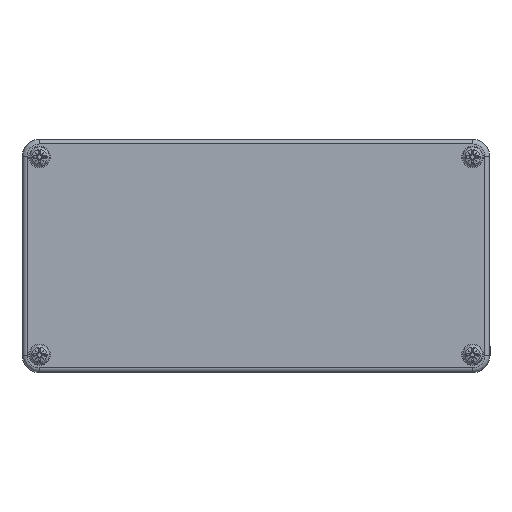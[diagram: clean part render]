
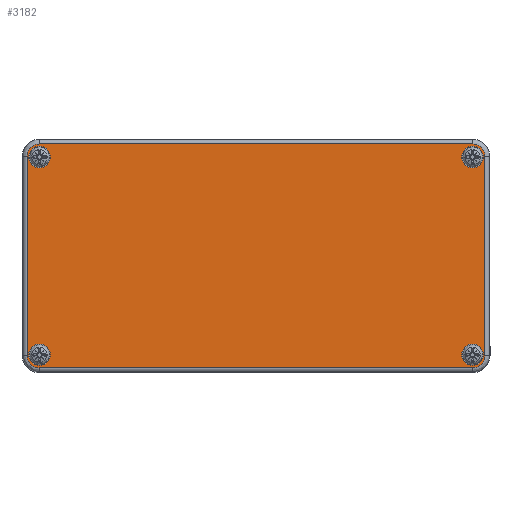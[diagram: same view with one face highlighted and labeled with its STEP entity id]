
A CAD part, top view. The second image highlights one B-rep face of the part: STEP entity #3182.
In plain terms, the highlighted planar face has unit normal (0, 0, 1).
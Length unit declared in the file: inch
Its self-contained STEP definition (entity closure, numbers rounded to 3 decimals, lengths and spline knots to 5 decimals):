
#3066 = VERTEX_POINT ( 'NONE', #43004 ) ;
#3182 = ADVANCED_FACE ( 'NONE', ( #45508, #25155, #24516, #13932, #8671 ), #54512, .F. ) ;
#3416 = CARTESIAN_POINT ( 'NONE',  ( -2.93307, 1.5163, 0.59055 ) ) ;
#3452 = EDGE_CURVE ( 'NONE', #8268, #35849, #29125, .T. ) ;
#3859 = CARTESIAN_POINT ( 'NONE',  ( 3.10095, 1.44677, 0.59055 ) ) ;
#4107 = EDGE_LOOP ( 'NONE', ( #32829 ) ) ;
#5626 = ORIENTED_EDGE ( 'NONE', *, *, #35488, .F. ) ;
#5638 = CARTESIAN_POINT ( 'NONE',  ( -3.10095, -1.34843, 0.59055 ) ) ;
#6460 = CIRCLE ( 'NONE', #33508, 0.14567 ) ;
#6490 =( BOUNDED_CURVE ( )  B_SPLINE_CURVE ( 3, ( #45565, #49961, #3859, #12116 ),
 .UNSPECIFIED., .F., .T. ) 
 B_SPLINE_CURVE_WITH_KNOTS ( ( 4, 4 ),
 ( 0., 1. ),
 .UNSPECIFIED. ) 
 CURVE ( )  GEOMETRIC_REPRESENTATION_ITEM ( )  RATIONAL_B_SPLINE_CURVE ( ( 1., 0.805, 0.805, 1. ) ) 
 REPRESENTATION_ITEM ( '' )  );
#6540 = CARTESIAN_POINT ( 'NONE',  ( 2.93307, -1.33858, 0.59055 ) ) ;
#6549 =( BOUNDED_CURVE ( )  B_SPLINE_CURVE ( 3, ( #45853, #54087, #53556, #3416 ),
 .UNSPECIFIED., .F., .T. ) 
 B_SPLINE_CURVE_WITH_KNOTS ( ( 4, 4 ),
 ( 0., 1. ),
 .UNSPECIFIED. ) 
 CURVE ( )  GEOMETRIC_REPRESENTATION_ITEM ( )  RATIONAL_B_SPLINE_CURVE ( ( 1., 0.805, 0.805, 1. ) ) 
 REPRESENTATION_ITEM ( '' )  );
#6714 = EDGE_LOOP ( 'NONE', ( #37756 ) ) ;
#7583 = ORIENTED_EDGE ( 'NONE', *, *, #9950, .F. ) ;
#7618 = EDGE_CURVE ( 'NONE', #23188, #33965, #21721, .T. ) ;
#8073 = VERTEX_POINT ( 'NONE', #31285 ) ;
#8268 = VERTEX_POINT ( 'NONE', #5638 ) ;
#8599 = ORIENTED_EDGE ( 'NONE', *, *, #24297, .F. ) ;
#8671 = FACE_OUTER_BOUND ( 'NONE', #44966, .T. ) ;
#9402 = CARTESIAN_POINT ( 'NONE',  ( 0., 1.5163, 0.59055 ) ) ;
#9950 = EDGE_CURVE ( 'NONE', #43837, #23188, #6490, .T. ) ;
#10075 = VERTEX_POINT ( 'NONE', #42982 ) ;
#10488 = CARTESIAN_POINT ( 'NONE',  ( -2.93307, -1.33858, 0.59055 ) ) ;
#10963 = CARTESIAN_POINT ( 'NONE',  ( -3.10095, 0., 0.59055 ) ) ;
#11195 = EDGE_CURVE ( 'NONE', #17976, #17976, #26130, .T. ) ;
#11784 = VECTOR ( 'NONE', #46939, 39.37008 ) ;
#11790 = AXIS2_PLACEMENT_3D ( 'NONE', #39540, #14357, #39164 ) ;
#12116 = CARTESIAN_POINT ( 'NONE',  ( 3.10095, 1.34843, 0.59055 ) ) ;
#13475 = CARTESIAN_POINT ( 'NONE',  ( -2.93307, -1.5163, 0.59055 ) ) ;
#13932 = FACE_BOUND ( 'NONE', #53427, .T. ) ;
#14134 = VERTEX_POINT ( 'NONE', #47550 ) ;
#14357 = DIRECTION ( 'NONE',  ( 0., 0., 1. ) ) ;
#15612 = EDGE_CURVE ( 'NONE', #3066, #8268, #47905, .T. ) ;
#16183 = CARTESIAN_POINT ( 'NONE',  ( 2.93307, -1.5163, 0.59055 ) ) ;
#16558 = VECTOR ( 'NONE', #27382, 39.37008 ) ;
#16694 = DIRECTION ( 'NONE',  ( 0., 0., -1. ) ) ;
#16870 = DIRECTION ( 'NONE',  ( 0., -1., 0. ) ) ;
#17824 = EDGE_CURVE ( 'NONE', #19940, #19940, #34423, .T. ) ;
#17976 = VERTEX_POINT ( 'NONE', #32403 ) ;
#19453 = ORIENTED_EDGE ( 'NONE', *, *, #7618, .F. ) ;
#19940 = VERTEX_POINT ( 'NONE', #30393 ) ;
#21721 = LINE ( 'NONE', #42226, #27020 ) ;
#21802 = CARTESIAN_POINT ( 'NONE',  ( -3.10095, -1.44677, 0.59055 ) ) ;
#22642 = AXIS2_PLACEMENT_3D ( 'NONE', #10488, #40586, #39883 ) ;
#22748 = EDGE_LOOP ( 'NONE', ( #42400 ) ) ;
#23188 = VERTEX_POINT ( 'NONE', #52472 ) ;
#24297 = EDGE_CURVE ( 'NONE', #35849, #14134, #6549, .T. ) ;
#24516 = FACE_BOUND ( 'NONE', #4107, .T. ) ;
#25155 = FACE_BOUND ( 'NONE', #6714, .T. ) ;
#25761 = CARTESIAN_POINT ( 'NONE',  ( -3.10095, 1.34843, 0.59055 ) ) ;
#26130 = CIRCLE ( 'NONE', #11790, 0.14567 ) ;
#26331 = CARTESIAN_POINT ( 'NONE',  ( 2.7874, -1.33858, 0.59055 ) ) ;
#26374 = DIRECTION ( 'NONE',  ( 1., 0., 0. ) ) ;
#26620 = CIRCLE ( 'NONE', #22642, 0.14567 ) ;
#27020 = VECTOR ( 'NONE', #16870, 39.37008 ) ;
#27382 = DIRECTION ( 'NONE',  ( 0., 1., 0. ) ) ;
#27993 = ORIENTED_EDGE ( 'NONE', *, *, #36804, .F. ) ;
#29125 = LINE ( 'NONE', #10963, #16558 ) ;
#29621 = ORIENTED_EDGE ( 'NONE', *, *, #32246, .F. ) ;
#29861 = ORIENTED_EDGE ( 'NONE', *, *, #52136, .F. ) ;
#30393 = CARTESIAN_POINT ( 'NONE',  ( -3.07874, 1.33858, 0.59055 ) ) ;
#31285 = CARTESIAN_POINT ( 'NONE',  ( -3.07874, -1.33858, 0.59055 ) ) ;
#32246 = EDGE_CURVE ( 'NONE', #10075, #3066, #49907, .T. ) ;
#32403 = CARTESIAN_POINT ( 'NONE',  ( 2.7874, 1.33858, 0.59055 ) ) ;
#32829 = ORIENTED_EDGE ( 'NONE', *, *, #11195, .F. ) ;
#33072 = VERTEX_POINT ( 'NONE', #26331 ) ;
#33309 = CARTESIAN_POINT ( 'NONE',  ( 3.03141, -1.5163, 0.59055 ) ) ;
#33508 = AXIS2_PLACEMENT_3D ( 'NONE', #6540, #35897, #40118 ) ;
#33844 = CARTESIAN_POINT ( 'NONE',  ( -2.93307, 1.33858, 0.59055 ) ) ;
#33965 = VERTEX_POINT ( 'NONE', #34720 ) ;
#34165 = LINE ( 'NONE', #9402, #42687 ) ;
#34423 = CIRCLE ( 'NONE', #36747, 0.14567 ) ;
#34483 = ORIENTED_EDGE ( 'NONE', *, *, #3452, .F. ) ;
#34720 = CARTESIAN_POINT ( 'NONE',  ( 3.10095, -1.34843, 0.59055 ) ) ;
#35488 = EDGE_CURVE ( 'NONE', #14134, #43837, #34165, .T. ) ;
#35849 = VERTEX_POINT ( 'NONE', #25761 ) ;
#35897 = DIRECTION ( 'NONE',  ( 0., 0., 1. ) ) ;
#36747 = AXIS2_PLACEMENT_3D ( 'NONE', #33844, #42088, #50351 ) ;
#36804 = EDGE_CURVE ( 'NONE', #33072, #33072, #6460, .T. ) ;
#37467 = CARTESIAN_POINT ( 'NONE',  ( 0., 0., 0.59055 ) ) ;
#37756 = ORIENTED_EDGE ( 'NONE', *, *, #17824, .F. ) ;
#37819 = DIRECTION ( 'NONE',  ( -1., 0., 0. ) ) ;
#39164 = DIRECTION ( 'NONE',  ( -1., 0., 0. ) ) ;
#39540 = CARTESIAN_POINT ( 'NONE',  ( 2.93307, 1.33858, 0.59055 ) ) ;
#39883 = DIRECTION ( 'NONE',  ( -1., 0., 0. ) ) ;
#40118 = DIRECTION ( 'NONE',  ( -1., 0., 0. ) ) ;
#40586 = DIRECTION ( 'NONE',  ( 0., 0., 1. ) ) ;
#40650 =( BOUNDED_CURVE ( )  B_SPLINE_CURVE ( 3, ( #41335, #45771, #33309, #16183 ),
 .UNSPECIFIED., .F., .F. ) 
 B_SPLINE_CURVE_WITH_KNOTS ( ( 4, 4 ),
 ( 0., 1. ),
 .UNSPECIFIED. ) 
 CURVE ( )  GEOMETRIC_REPRESENTATION_ITEM ( )  RATIONAL_B_SPLINE_CURVE ( ( 1., 0.805, 0.805, 1. ) ) 
 REPRESENTATION_ITEM ( '' )  );
#41335 = CARTESIAN_POINT ( 'NONE',  ( 3.10095, -1.34843, 0.59055 ) ) ;
#42088 = DIRECTION ( 'NONE',  ( 0., 0., 1. ) ) ;
#42226 = CARTESIAN_POINT ( 'NONE',  ( 3.10095, 0., 0.59055 ) ) ;
#42400 = ORIENTED_EDGE ( 'NONE', *, *, #54474, .F. ) ;
#42687 = VECTOR ( 'NONE', #26374, 39.37008 ) ;
#42982 = CARTESIAN_POINT ( 'NONE',  ( 2.93307, -1.5163, 0.59055 ) ) ;
#43004 = CARTESIAN_POINT ( 'NONE',  ( -2.93307, -1.5163, 0.59055 ) ) ;
#43837 = VERTEX_POINT ( 'NONE', #52508 ) ;
#44966 = EDGE_LOOP ( 'NONE', ( #29861, #19453, #7583, #5626, #8599, #34483, #48236, #29621 ) ) ;
#45508 = FACE_BOUND ( 'NONE', #22748, .T. ) ;
#45565 = CARTESIAN_POINT ( 'NONE',  ( 2.93307, 1.5163, 0.59055 ) ) ;
#45771 = CARTESIAN_POINT ( 'NONE',  ( 3.10095, -1.44677, 0.59055 ) ) ;
#45853 = CARTESIAN_POINT ( 'NONE',  ( -3.10095, 1.34843, 0.59055 ) ) ;
#46939 = DIRECTION ( 'NONE',  ( -1., 0., 0. ) ) ;
#46949 = CARTESIAN_POINT ( 'NONE',  ( -3.03141, -1.5163, 0.59055 ) ) ;
#47550 = CARTESIAN_POINT ( 'NONE',  ( -2.93307, 1.5163, 0.59055 ) ) ;
#47905 =( BOUNDED_CURVE ( )  B_SPLINE_CURVE ( 3, ( #13475, #46949, #21802, #51143 ),
 .UNSPECIFIED., .F., .F. ) 
 B_SPLINE_CURVE_WITH_KNOTS ( ( 4, 4 ),
 ( 0., 1. ),
 .UNSPECIFIED. ) 
 CURVE ( )  GEOMETRIC_REPRESENTATION_ITEM ( )  RATIONAL_B_SPLINE_CURVE ( ( 1., 0.805, 0.805, 1. ) ) 
 REPRESENTATION_ITEM ( '' )  );
#48236 = ORIENTED_EDGE ( 'NONE', *, *, #15612, .F. ) ;
#49907 = LINE ( 'NONE', #51501, #11784 ) ;
#49961 = CARTESIAN_POINT ( 'NONE',  ( 3.03141, 1.5163, 0.59055 ) ) ;
#50351 = DIRECTION ( 'NONE',  ( -1., 0., 0. ) ) ;
#51143 = CARTESIAN_POINT ( 'NONE',  ( -3.10095, -1.34843, 0.59055 ) ) ;
#51501 = CARTESIAN_POINT ( 'NONE',  ( 0., -1.5163, 0.59055 ) ) ;
#52136 = EDGE_CURVE ( 'NONE', #33965, #10075, #40650, .T. ) ;
#52472 = CARTESIAN_POINT ( 'NONE',  ( 3.10095, 1.34843, 0.59055 ) ) ;
#52508 = CARTESIAN_POINT ( 'NONE',  ( 2.93307, 1.5163, 0.59055 ) ) ;
#52887 = AXIS2_PLACEMENT_3D ( 'NONE', #37467, #16694, #37819 ) ;
#53427 = EDGE_LOOP ( 'NONE', ( #27993 ) ) ;
#53556 = CARTESIAN_POINT ( 'NONE',  ( -3.03141, 1.5163, 0.59055 ) ) ;
#54087 = CARTESIAN_POINT ( 'NONE',  ( -3.10095, 1.44677, 0.59055 ) ) ;
#54474 = EDGE_CURVE ( 'NONE', #8073, #8073, #26620, .T. ) ;
#54512 = PLANE ( 'NONE',  #52887 ) ;
